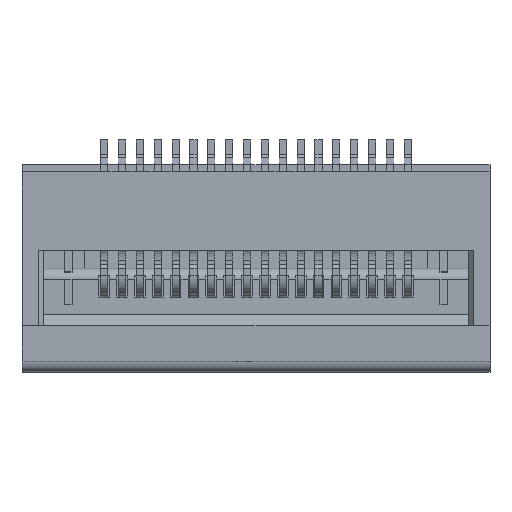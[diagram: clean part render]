
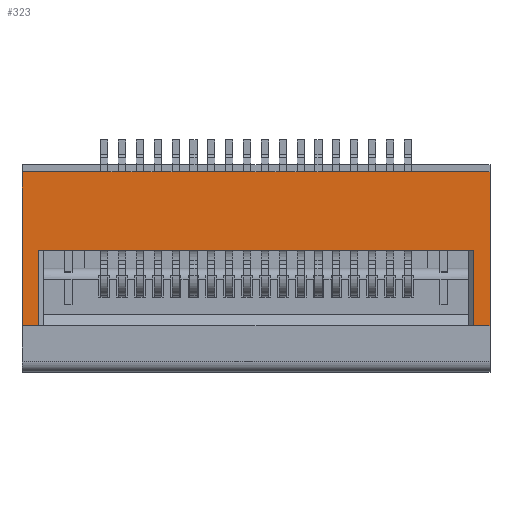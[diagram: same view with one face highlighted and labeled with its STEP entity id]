
A CAD part, top view. The second image highlights one B-rep face of the part: STEP entity #323.
In plain terms, the highlighted planar face has unit normal (0, 0, 1).
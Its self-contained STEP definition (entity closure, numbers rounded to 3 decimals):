
#323=ADVANCED_FACE('',(#1452),#1453,.T.);
#1452=FACE_OUTER_BOUND('',#3604,.T.);
#1453=PLANE('',#3605);
#3604=EDGE_LOOP('',(#6229,#6230,#6231,#6232,#6233,#6234,#6235,#6236));
#3605=AXIS2_PLACEMENT_3D('',#6237,#6238,#6239);
#6229=ORIENTED_EDGE('',*,*,#15760,.T.);
#6230=ORIENTED_EDGE('',*,*,#15761,.F.);
#6231=ORIENTED_EDGE('',*,*,#15762,.F.);
#6232=ORIENTED_EDGE('',*,*,#15763,.F.);
#6233=ORIENTED_EDGE('',*,*,#15764,.T.);
#6234=ORIENTED_EDGE('',*,*,#15654,.T.);
#6235=ORIENTED_EDGE('',*,*,#15765,.T.);
#6236=ORIENTED_EDGE('',*,*,#15766,.F.);
#6237=CARTESIAN_POINT('',(6.55,-2.25,1.1));
#6238=DIRECTION('',(0.0,0.0,1.0));
#6239=DIRECTION('',(1.0,0.0,0.0));
#15654=EDGE_CURVE('',#19192,#19190,#19193,.T.);
#15760=EDGE_CURVE('',#19346,#19347,#19348,.T.);
#15761=EDGE_CURVE('',#19349,#19347,#19350,.T.);
#15762=EDGE_CURVE('',#19351,#19349,#19352,.T.);
#15763=EDGE_CURVE('',#19353,#19351,#19354,.T.);
#15764=EDGE_CURVE('',#19353,#19192,#19355,.T.);
#15765=EDGE_CURVE('',#19190,#19356,#19357,.T.);
#15766=EDGE_CURVE('',#19346,#19356,#19358,.T.);
#19190=VERTEX_POINT('',#24851);
#19192=VERTEX_POINT('',#24854);
#19193=LINE('',#24855,#24856);
#19346=VERTEX_POINT('',#25114);
#19347=VERTEX_POINT('',#25115);
#19348=LINE('',#25116,#25117);
#19349=VERTEX_POINT('',#25118);
#19350=LINE('',#25119,#25120);
#19351=VERTEX_POINT('',#25121);
#19352=LINE('',#25122,#25123);
#19353=VERTEX_POINT('',#25124);
#19354=LINE('',#25125,#25126);
#19355=LINE('',#25127,#25128);
#19356=VERTEX_POINT('',#25129);
#19357=LINE('',#25130,#25131);
#19358=LINE('',#25132,#25133);
#24851=CARTESIAN_POINT('',(6.1,-0.15,1.1));
#24854=CARTESIAN_POINT('',(-6.1,-0.15,1.1));
#24855=CARTESIAN_POINT('',(4.8,-0.15,1.1));
#24856=VECTOR('',#32285,1000.0);
#25114=CARTESIAN_POINT('',(6.55,-2.25,1.1));
#25115=CARTESIAN_POINT('',(6.55,2.05,1.1));
#25116=CARTESIAN_POINT('',(6.55,-2.25,1.1));
#25117=VECTOR('',#32391,1000.0);
#25118=CARTESIAN_POINT('',(-6.55,2.05,1.1));
#25119=CARTESIAN_POINT('',(-7.475,2.05,1.1));
#25120=VECTOR('',#32392,1000.0);
#25121=CARTESIAN_POINT('',(-6.55,-2.25,1.1));
#25122=CARTESIAN_POINT('',(-6.55,-2.25,1.1));
#25123=VECTOR('',#32393,1000.0);
#25124=CARTESIAN_POINT('',(-6.1,-2.25,1.1));
#25125=CARTESIAN_POINT('',(6.55,-2.25,1.1));
#25126=VECTOR('',#32394,1000.0);
#25127=CARTESIAN_POINT('',(-6.1,-2.25,1.1));
#25128=VECTOR('',#32395,1000.0);
#25129=CARTESIAN_POINT('',(6.1,-2.25,1.1));
#25130=CARTESIAN_POINT('',(6.1,-2.25,1.1));
#25131=VECTOR('',#32396,1000.0);
#25132=CARTESIAN_POINT('',(6.55,-2.25,1.1));
#25133=VECTOR('',#32397,1000.0);
#32285=DIRECTION('',(1.0,0.0,0.0));
#32391=DIRECTION('',(0.0,1.0,0.0));
#32392=DIRECTION('',(1.0,0.0,0.0));
#32393=DIRECTION('',(0.0,1.0,0.0));
#32394=DIRECTION('',(-1.0,0.0,0.0));
#32395=DIRECTION('',(0.0,1.0,0.0));
#32396=DIRECTION('',(0.0,-1.0,0.0));
#32397=DIRECTION('',(-1.0,0.0,0.0));
